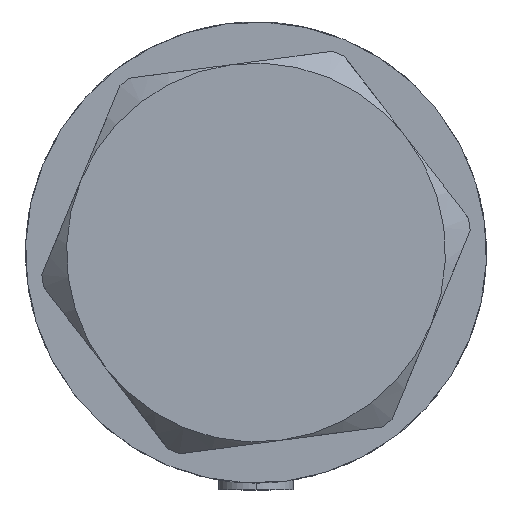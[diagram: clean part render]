
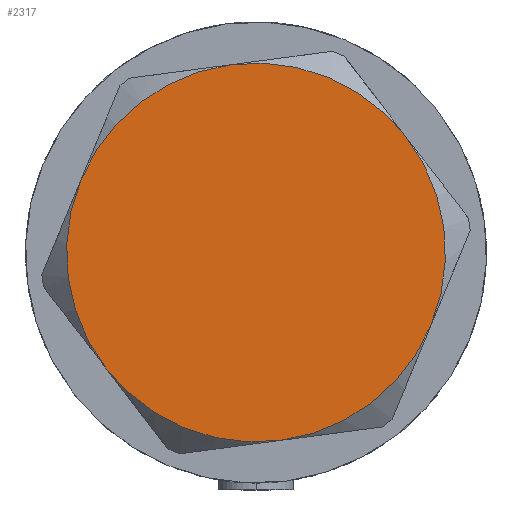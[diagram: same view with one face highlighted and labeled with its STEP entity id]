
A CAD part, left-side view. The second image highlights one B-rep face of the part: STEP entity #2317.
In plain terms, the highlighted face is planar.
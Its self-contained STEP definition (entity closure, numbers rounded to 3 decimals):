
#38 = VERTEX_POINT ( 'NONE', #262 ) ;
#209 = EDGE_LOOP ( 'NONE', ( #3695, #3041, #2401, #993, #2833, #1326 ) ) ;
#234 = DIRECTION ( 'NONE',  ( 0., 0., 1. ) ) ;
#235 = CIRCLE ( 'NONE', #2014, 30. ) ;
#260 = VERTEX_POINT ( 'NONE', #712 ) ;
#262 = CARTESIAN_POINT ( 'NONE',  ( 15., -25.981, 14.5 ) ) ;
#452 = EDGE_CURVE ( 'NONE', #260, #501, #519, .T. ) ;
#498 = CARTESIAN_POINT ( 'NONE',  ( -30., 0., 14.5 ) ) ;
#501 = VERTEX_POINT ( 'NONE', #3233 ) ;
#519 = CIRCLE ( 'NONE', #3613, 30. ) ;
#527 = AXIS2_PLACEMENT_3D ( 'NONE', #4362, #2932, #4409 ) ;
#603 = EDGE_CURVE ( 'NONE', #38, #1811, #3843, .T. ) ;
#712 = CARTESIAN_POINT ( 'NONE',  ( 15., 25.981, 14.5 ) ) ;
#848 = CIRCLE ( 'NONE', #4329, 30. ) ;
#863 = CARTESIAN_POINT ( 'NONE',  ( 0., 0., 14.5 ) ) ;
#989 = DIRECTION ( 'NONE',  ( 0., 0., 1. ) ) ;
#993 = ORIENTED_EDGE ( 'NONE', *, *, #3576, .T. ) ;
#1202 = CARTESIAN_POINT ( 'NONE',  ( 30., 0., 14.5 ) ) ;
#1260 = DIRECTION ( 'NONE',  ( 1., 0., 0. ) ) ;
#1326 = ORIENTED_EDGE ( 'NONE', *, *, #3186, .T. ) ;
#1516 = EDGE_CURVE ( 'NONE', #1811, #260, #1925, .T. ) ;
#1517 = AXIS2_PLACEMENT_3D ( 'NONE', #3168, #234, #3816 ) ;
#1647 = EDGE_CURVE ( 'NONE', #3514, #2196, #3239, .T. ) ;
#1811 = VERTEX_POINT ( 'NONE', #1202 ) ;
#1830 = PLANE ( 'NONE',  #4161 ) ;
#1925 = CIRCLE ( 'NONE', #4316, 30. ) ;
#2014 = AXIS2_PLACEMENT_3D ( 'NONE', #4579, #989, #1260 ) ;
#2137 = CARTESIAN_POINT ( 'NONE',  ( 0., 0., 14.5 ) ) ;
#2196 = VERTEX_POINT ( 'NONE', #3345 ) ;
#2213 = CARTESIAN_POINT ( 'NONE',  ( 0., 0., 14.5 ) ) ;
#2317 = ADVANCED_FACE ( 'NONE', ( #3689 ), #1830, .T. ) ;
#2401 = ORIENTED_EDGE ( 'NONE', *, *, #452, .T. ) ;
#2772 = DIRECTION ( 'NONE',  ( 0., 0., 1. ) ) ;
#2833 = ORIENTED_EDGE ( 'NONE', *, *, #1647, .T. ) ;
#2932 = DIRECTION ( 'NONE',  ( 0., 0., 1. ) ) ;
#3041 = ORIENTED_EDGE ( 'NONE', *, *, #1516, .T. ) ;
#3168 = CARTESIAN_POINT ( 'NONE',  ( 0., 0., 14.5 ) ) ;
#3186 = EDGE_CURVE ( 'NONE', #2196, #38, #235, .T. ) ;
#3191 = CARTESIAN_POINT ( 'NONE',  ( 0., 0., 14.5 ) ) ;
#3233 = CARTESIAN_POINT ( 'NONE',  ( -15., 25.981, 14.5 ) ) ;
#3239 = CIRCLE ( 'NONE', #527, 30. ) ;
#3345 = CARTESIAN_POINT ( 'NONE',  ( -15., -25.981, 14.5 ) ) ;
#3461 = DIRECTION ( 'NONE',  ( 1., 0., 0. ) ) ;
#3514 = VERTEX_POINT ( 'NONE', #498 ) ;
#3576 = EDGE_CURVE ( 'NONE', #501, #3514, #848, .T. ) ;
#3613 = AXIS2_PLACEMENT_3D ( 'NONE', #2137, #4722, #4361 ) ;
#3620 = DIRECTION ( 'NONE',  ( 1., 0., 0. ) ) ;
#3689 = FACE_OUTER_BOUND ( 'NONE', #209, .T. ) ;
#3695 = ORIENTED_EDGE ( 'NONE', *, *, #603, .T. ) ;
#3816 = DIRECTION ( 'NONE',  ( 1., 0., 0. ) ) ;
#3843 = CIRCLE ( 'NONE', #1517, 30. ) ;
#4003 = DIRECTION ( 'NONE',  ( 0., 0., 1. ) ) ;
#4161 = AXIS2_PLACEMENT_3D ( 'NONE', #2213, #4003, #3620 ) ;
#4182 = DIRECTION ( 'NONE',  ( 0., 0., 1. ) ) ;
#4242 = DIRECTION ( 'NONE',  ( 1., 0., 0. ) ) ;
#4316 = AXIS2_PLACEMENT_3D ( 'NONE', #3191, #2772, #4242 ) ;
#4329 = AXIS2_PLACEMENT_3D ( 'NONE', #863, #4182, #3461 ) ;
#4361 = DIRECTION ( 'NONE',  ( 1., 0., 0. ) ) ;
#4362 = CARTESIAN_POINT ( 'NONE',  ( 0., 0., 14.5 ) ) ;
#4409 = DIRECTION ( 'NONE',  ( 1., 0., 0. ) ) ;
#4579 = CARTESIAN_POINT ( 'NONE',  ( 0., 0., 14.5 ) ) ;
#4722 = DIRECTION ( 'NONE',  ( 0., 0., 1. ) ) ;
